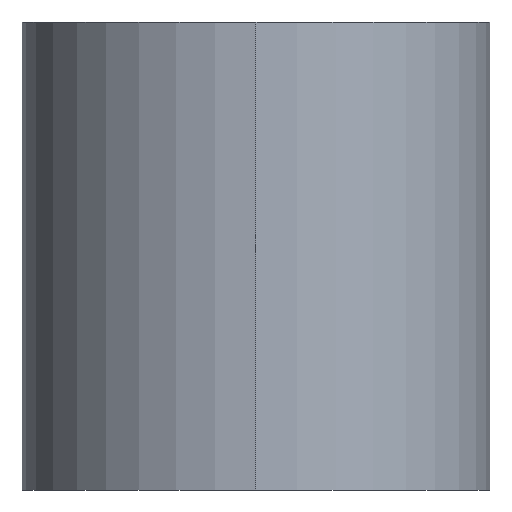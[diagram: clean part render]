
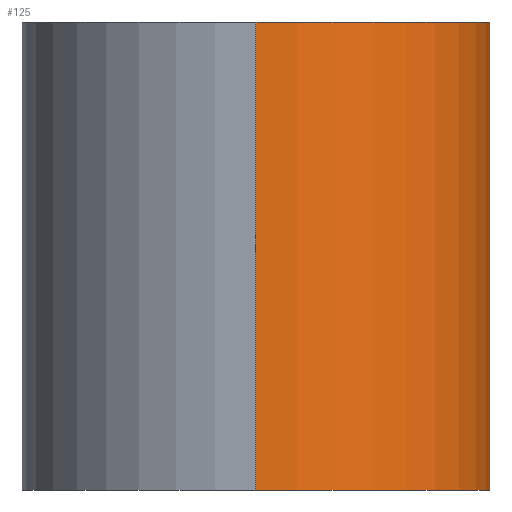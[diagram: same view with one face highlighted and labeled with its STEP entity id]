
A CAD part, left-side view. The second image highlights one B-rep face of the part: STEP entity #125.
In plain terms, the highlighted cylindrical face has radius 2.5 mm (diameter 5 mm), a partial arc.
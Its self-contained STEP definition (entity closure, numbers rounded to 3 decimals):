
#5 = CARTESIAN_POINT ( 'NONE',  ( -50.798, 48.83, 5. ) ) ;
#10 = DIRECTION ( 'NONE',  ( 1., 0., 0. ) ) ;
#17 = CIRCLE ( 'NONE', #213, 2.5 ) ;
#18 = VERTEX_POINT ( 'NONE', #199 ) ;
#20 = DIRECTION ( 'NONE',  ( 1., 0., 0. ) ) ;
#30 = CARTESIAN_POINT ( 'NONE',  ( -50.798, 46.33, 5. ) ) ;
#35 = DIRECTION ( 'NONE',  ( 0., 0., 1. ) ) ;
#37 = VECTOR ( 'NONE', #82, 1000. ) ;
#39 = CARTESIAN_POINT ( 'NONE',  ( -53.298, 48.83, 0. ) ) ;
#50 = AXIS2_PLACEMENT_3D ( 'NONE', #137, #35, #20 ) ;
#56 = AXIS2_PLACEMENT_3D ( 'NONE', #5, #75, #119 ) ;
#57 = VERTEX_POINT ( 'NONE', #39 ) ;
#69 = CIRCLE ( 'NONE', #50, 2.5 ) ;
#75 = DIRECTION ( 'NONE',  ( 0., 0., -1. ) ) ;
#77 = CARTESIAN_POINT ( 'NONE',  ( -53.298, 48.83, 5. ) ) ;
#82 = DIRECTION ( 'NONE',  ( 0., 0., -1. ) ) ;
#84 = DIRECTION ( 'NONE',  ( 0., 0., -1. ) ) ;
#91 = ORIENTED_EDGE ( 'NONE', *, *, #186, .F. ) ;
#92 = VERTEX_POINT ( 'NONE', #77 ) ;
#96 = EDGE_LOOP ( 'NONE', ( #183, #225, #194, #91 ) ) ;
#98 = FACE_OUTER_BOUND ( 'NONE', #96, .T. ) ;
#105 = CARTESIAN_POINT ( 'NONE',  ( -50.798, 48.83, 0. ) ) ;
#115 = CYLINDRICAL_SURFACE ( 'NONE', #56, 2.5 ) ;
#116 = VECTOR ( 'NONE', #84, 1000. ) ;
#118 = EDGE_CURVE ( 'NONE', #92, #132, #69, .T. ) ;
#119 = DIRECTION ( 'NONE',  ( -1., 0., 0. ) ) ;
#125 = ADVANCED_FACE ( 'NONE', ( #98 ), #115, .T. ) ;
#132 = VERTEX_POINT ( 'NONE', #222 ) ;
#137 = CARTESIAN_POINT ( 'NONE',  ( -50.798, 48.83, 5. ) ) ;
#172 = DIRECTION ( 'NONE',  ( 0., 0., 1. ) ) ;
#175 = LINE ( 'NONE', #30, #116 ) ;
#176 = CARTESIAN_POINT ( 'NONE',  ( -53.298, 48.83, 5. ) ) ;
#180 = EDGE_CURVE ( 'NONE', #57, #18, #17, .T. ) ;
#183 = ORIENTED_EDGE ( 'NONE', *, *, #118, .F. ) ;
#185 = LINE ( 'NONE', #176, #37 ) ;
#186 = EDGE_CURVE ( 'NONE', #132, #18, #175, .T. ) ;
#194 = ORIENTED_EDGE ( 'NONE', *, *, #180, .T. ) ;
#199 = CARTESIAN_POINT ( 'NONE',  ( -50.798, 46.33, 0. ) ) ;
#211 = EDGE_CURVE ( 'NONE', #92, #57, #185, .T. ) ;
#213 = AXIS2_PLACEMENT_3D ( 'NONE', #105, #172, #10 ) ;
#222 = CARTESIAN_POINT ( 'NONE',  ( -50.798, 46.33, 5. ) ) ;
#225 = ORIENTED_EDGE ( 'NONE', *, *, #211, .T. ) ;
